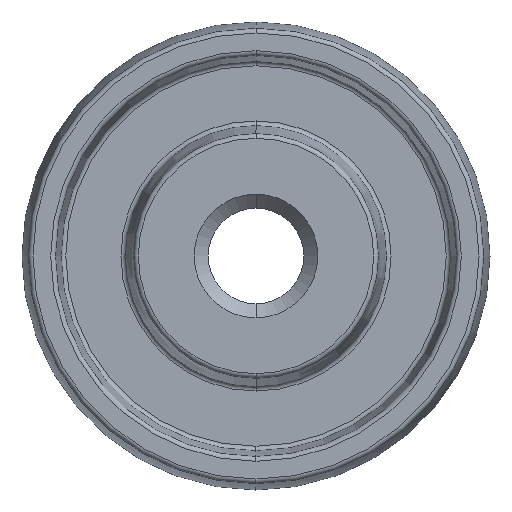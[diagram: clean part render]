
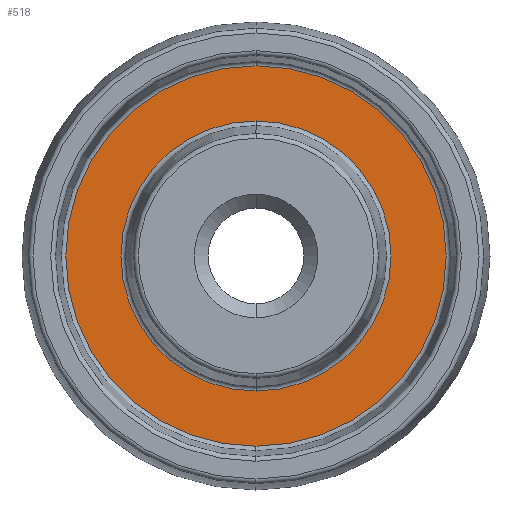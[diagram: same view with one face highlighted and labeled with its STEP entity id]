
A CAD part, left-side view. The second image highlights one B-rep face of the part: STEP entity #518.
In plain terms, the highlighted planar face has unit normal (-1, 0, 0).
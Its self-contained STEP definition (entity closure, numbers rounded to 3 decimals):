
#11 = AXIS2_PLACEMENT_3D ( 'NONE', #163, #1413, #1100 ) ;
#45 = AXIS2_PLACEMENT_3D ( 'NONE', #557, #132, #967 ) ;
#91 = ORIENTED_EDGE ( 'NONE', *, *, #954, .T. ) ;
#132 = DIRECTION ( 'NONE',  ( -1., 0., 0. ) ) ;
#163 = CARTESIAN_POINT ( 'NONE',  ( -3.5, 0., 0. ) ) ;
#182 = DIRECTION ( 'NONE',  ( -1., 0., 0. ) ) ;
#187 = CIRCLE ( 'NONE', #972, 20.319 ) ;
#234 = CARTESIAN_POINT ( 'NONE',  ( -3.5, 0., 0. ) ) ;
#255 = CARTESIAN_POINT ( 'NONE',  ( -3.5, 0., 20.319 ) ) ;
#330 = DIRECTION ( 'NONE',  ( 0., 0., 1. ) ) ;
#334 = ORIENTED_EDGE ( 'NONE', *, *, #504, .T. ) ;
#371 = VERTEX_POINT ( 'NONE', #1209 ) ;
#420 = VERTEX_POINT ( 'NONE', #255 ) ;
#500 = VERTEX_POINT ( 'NONE', #865 ) ;
#504 = EDGE_CURVE ( 'NONE', #635, #500, #1658, .T. ) ;
#518 = ADVANCED_FACE ( 'NONE', ( #1220, #1644 ), #1772, .T. ) ;
#529 = AXIS2_PLACEMENT_3D ( 'NONE', #878, #182, #918 ) ;
#557 = CARTESIAN_POINT ( 'NONE',  ( -3.5, 0., 0. ) ) ;
#615 = DIRECTION ( 'NONE',  ( 1., 0., 0. ) ) ;
#635 = VERTEX_POINT ( 'NONE', #1354 ) ;
#674 = EDGE_CURVE ( 'NONE', #371, #420, #1318, .T. ) ;
#777 = EDGE_LOOP ( 'NONE', ( #1383, #334 ) ) ;
#865 = CARTESIAN_POINT ( 'NONE',  ( -3.5, 0., 14.429 ) ) ;
#878 = CARTESIAN_POINT ( 'NONE',  ( -3.5, 20.75, 0. ) ) ;
#918 = DIRECTION ( 'NONE',  ( 0., 0., 1. ) ) ;
#954 = EDGE_CURVE ( 'NONE', #420, #371, #187, .T. ) ;
#967 = DIRECTION ( 'NONE',  ( 0., 0., 1. ) ) ;
#972 = AXIS2_PLACEMENT_3D ( 'NONE', #1426, #1163, #330 ) ;
#1067 = ORIENTED_EDGE ( 'NONE', *, *, #674, .T. ) ;
#1100 = DIRECTION ( 'NONE',  ( 0., 0., 1. ) ) ;
#1163 = DIRECTION ( 'NONE',  ( -1., 0., 0. ) ) ;
#1209 = CARTESIAN_POINT ( 'NONE',  ( -3.5, 0., -20.319 ) ) ;
#1220 = FACE_BOUND ( 'NONE', #777, .T. ) ;
#1262 = AXIS2_PLACEMENT_3D ( 'NONE', #234, #615, #1454 ) ;
#1279 = EDGE_LOOP ( 'NONE', ( #91, #1067 ) ) ;
#1318 = CIRCLE ( 'NONE', #45, 20.319 ) ;
#1354 = CARTESIAN_POINT ( 'NONE',  ( -3.5, 0., -14.429 ) ) ;
#1357 = EDGE_CURVE ( 'NONE', #500, #635, #1492, .T. ) ;
#1383 = ORIENTED_EDGE ( 'NONE', *, *, #1357, .T. ) ;
#1413 = DIRECTION ( 'NONE',  ( 1., 0., 0. ) ) ;
#1426 = CARTESIAN_POINT ( 'NONE',  ( -3.5, 0., 0. ) ) ;
#1454 = DIRECTION ( 'NONE',  ( 0., 0., 1. ) ) ;
#1492 = CIRCLE ( 'NONE', #1262, 14.429 ) ;
#1644 = FACE_OUTER_BOUND ( 'NONE', #1279, .T. ) ;
#1658 = CIRCLE ( 'NONE', #11, 14.429 ) ;
#1772 = PLANE ( 'NONE',  #529 ) ;
